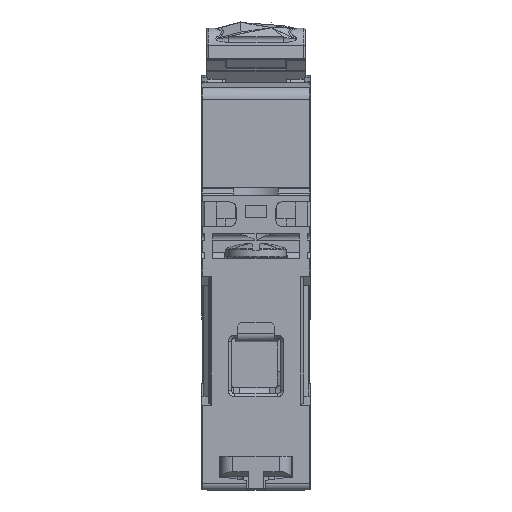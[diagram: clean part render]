
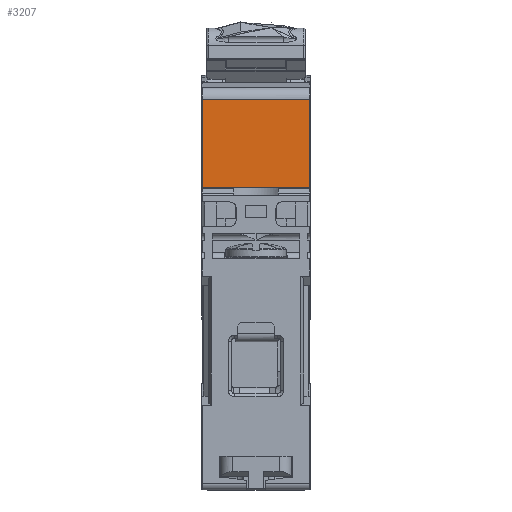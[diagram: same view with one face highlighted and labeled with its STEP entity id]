
A CAD part, front view. The second image highlights one B-rep face of the part: STEP entity #3207.
In plain terms, the highlighted face is planar.
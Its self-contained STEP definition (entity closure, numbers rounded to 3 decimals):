
#1815 = CARTESIAN_POINT ( 'NONE',  ( 22.5, 8.75, -39.008 ) ) ;
#2536 = ORIENTED_EDGE ( 'NONE', *, *, #4115, .T. ) ;
#3207 = ADVANCED_FACE ( 'NONE', ( #52226 ), #9958, .T. ) ;
#4115 = EDGE_CURVE ( 'NONE', #55360, #50971, #21347, .T. ) ;
#7279 = CARTESIAN_POINT ( 'NONE',  ( 22.5, 2.917, -24.6 ) ) ;
#7589 = CARTESIAN_POINT ( 'NONE',  ( 22.5, -2.917, -24.6 ) ) ;
#7779 = CARTESIAN_POINT ( 'NONE',  ( 22.5, 2.917, -39.008 ) ) ;
#9648 = CARTESIAN_POINT ( 'NONE',  ( 22.5, 5.45, -40.658 ) ) ;
#9958 = PLANE ( 'NONE',  #17187 ) ;
#11400 = CARTESIAN_POINT ( 'NONE',  ( 22.5, 8.75, -24.6 ) ) ;
#12583 = CARTESIAN_POINT ( 'NONE',  ( 22.5, -8.75, -24.6 ) ) ;
#13115 = CARTESIAN_POINT ( 'NONE',  ( 22.5, 8.75, -24.6 ) ) ;
#13175 = EDGE_CURVE ( 'NONE', #20906, #57890, #46860, .T. ) ;
#17187 = AXIS2_PLACEMENT_3D ( 'NONE', #9648, #52827, #38141 ) ;
#18384 = CARTESIAN_POINT ( 'NONE',  ( 22.5, -8.75, -39.008 ) ) ;
#18428 = EDGE_LOOP ( 'NONE', ( #46858, #45491, #2536, #27398 ) ) ;
#19340 = B_SPLINE_CURVE_WITH_KNOTS ( 'NONE', 3,
 ( #18384, #61600, #7779, #27778 ),
 .UNSPECIFIED., .F., .F.,
 ( 4, 4 ),
 ( 0., 1. ),
 .UNSPECIFIED. ) ;
#20906 = VERTEX_POINT ( 'NONE', #11400 ) ;
#21347 = B_SPLINE_CURVE_WITH_KNOTS ( 'NONE', 3,
 ( #37943, #60827, #41745, #27913 ),
 .UNSPECIFIED., .F., .F.,
 ( 4, 4 ),
 ( 0., 1. ),
 .UNSPECIFIED. ) ;
#21509 = B_SPLINE_CURVE_WITH_KNOTS ( 'NONE', 3,
 ( #12583, #7589, #7279, #26365 ),
 .UNSPECIFIED., .F., .F.,
 ( 4, 4 ),
 ( 0., 1. ),
 .UNSPECIFIED. ) ;
#21573 = CARTESIAN_POINT ( 'NONE',  ( 22.5, 8.75, -39.008 ) ) ;
#22378 = CARTESIAN_POINT ( 'NONE',  ( 22.5, -8.75, -39.008 ) ) ;
#26365 = CARTESIAN_POINT ( 'NONE',  ( 22.5, 8.75, -24.6 ) ) ;
#27398 = ORIENTED_EDGE ( 'NONE', *, *, #52123, .T. ) ;
#27519 = CARTESIAN_POINT ( 'NONE',  ( 22.5, 8.75, -34.205 ) ) ;
#27778 = CARTESIAN_POINT ( 'NONE',  ( 22.5, 8.75, -39.008 ) ) ;
#27913 = CARTESIAN_POINT ( 'NONE',  ( 22.5, -8.75, -39.008 ) ) ;
#29137 = EDGE_CURVE ( 'NONE', #55360, #20906, #21509, .T. ) ;
#31706 = CARTESIAN_POINT ( 'NONE',  ( 22.5, -8.75, -24.6 ) ) ;
#32209 = CARTESIAN_POINT ( 'NONE',  ( 22.5, 8.75, -29.403 ) ) ;
#37943 = CARTESIAN_POINT ( 'NONE',  ( 22.5, -8.75, -24.6 ) ) ;
#38141 = DIRECTION ( 'NONE',  ( 0., 1., 0. ) ) ;
#41745 = CARTESIAN_POINT ( 'NONE',  ( 22.5, -8.75, -34.205 ) ) ;
#45491 = ORIENTED_EDGE ( 'NONE', *, *, #29137, .F. ) ;
#46858 = ORIENTED_EDGE ( 'NONE', *, *, #13175, .F. ) ;
#46860 = B_SPLINE_CURVE_WITH_KNOTS ( 'NONE', 3,
 ( #13115, #32209, #27519, #21573 ),
 .UNSPECIFIED., .F., .F.,
 ( 4, 4 ),
 ( 0., 1. ),
 .UNSPECIFIED. ) ;
#50971 = VERTEX_POINT ( 'NONE', #22378 ) ;
#52123 = EDGE_CURVE ( 'NONE', #50971, #57890, #19340, .T. ) ;
#52226 = FACE_OUTER_BOUND ( 'NONE', #18428, .T. ) ;
#52827 = DIRECTION ( 'NONE',  ( 1., 0., 0. ) ) ;
#55360 = VERTEX_POINT ( 'NONE', #31706 ) ;
#57890 = VERTEX_POINT ( 'NONE', #1815 ) ;
#60827 = CARTESIAN_POINT ( 'NONE',  ( 22.5, -8.75, -29.403 ) ) ;
#61600 = CARTESIAN_POINT ( 'NONE',  ( 22.5, -2.917, -39.008 ) ) ;
